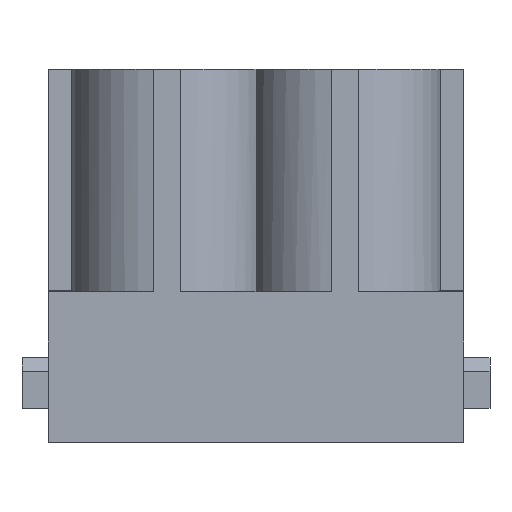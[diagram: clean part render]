
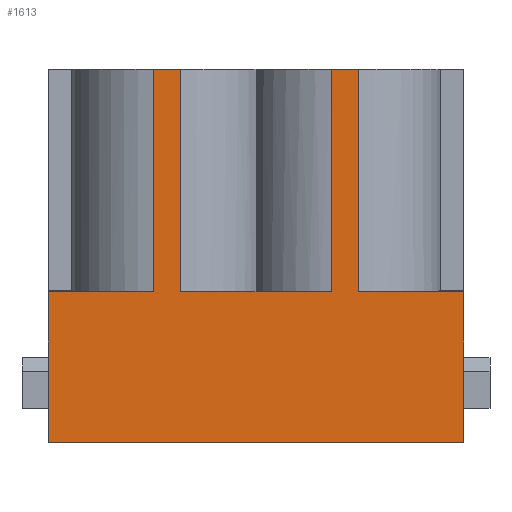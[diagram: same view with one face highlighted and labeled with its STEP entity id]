
A CAD part, left-side view. The second image highlights one B-rep face of the part: STEP entity #1613.
In plain terms, the highlighted planar face has unit normal (-1, 0, 0).
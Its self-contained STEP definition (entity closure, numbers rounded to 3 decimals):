
#105=PLANE('',#1724);
#190=VERTEX_POINT('',#1856);
#191=VERTEX_POINT('',#1858);
#217=VERTEX_POINT('',#1931);
#218=VERTEX_POINT('',#1932);
#235=VERTEX_POINT('',#1991);
#237=VERTEX_POINT('',#1994);
#242=VERTEX_POINT('',#2007);
#243=VERTEX_POINT('',#2009);
#283=VERTEX_POINT('',#2197);
#286=VERTEX_POINT('',#2206);
#297=VERTEX_POINT('',#2252);
#301=VERTEX_POINT('',#2274);
#342=VECTOR('',#2363,1.);
#375=VECTOR('',#2415,1.);
#397=VECTOR('',#2448,1.);
#404=VECTOR('',#2457,1.);
#432=VECTOR('',#2511,1.);
#454=VECTOR('',#2557,1.);
#457=VECTOR('',#2565,1.);
#472=VECTOR('',#2593,1.);
#473=VECTOR('',#2595,1.);
#481=VECTOR('',#2608,1.);
#483=VECTOR('',#2612,1.);
#484=VECTOR('',#2618,1.);
#528=LINE('',#1857,#342);
#561=LINE('',#1930,#375);
#583=LINE('',#1993,#397);
#590=LINE('',#2008,#404);
#618=LINE('',#2144,#432);
#640=LINE('',#2196,#454);
#643=LINE('',#2205,#457);
#658=LINE('',#2254,#472);
#659=LINE('',#2256,#473);
#667=LINE('',#2271,#481);
#669=LINE('',#2275,#483);
#670=LINE('',#2279,#484);
#721=EDGE_CURVE('',#190,#191,#528,.T.);
#759=EDGE_CURVE('',#217,#218,#561,.T.);
#784=EDGE_CURVE('',#237,#235,#583,.T.);
#791=EDGE_CURVE('',#243,#242,#590,.T.);
#829=EDGE_CURVE('',#190,#218,#618,.T.);
#859=EDGE_CURVE('',#191,#283,#640,.T.);
#864=EDGE_CURVE('',#286,#237,#643,.T.);
#883=EDGE_CURVE('',#297,#283,#658,.T.);
#884=EDGE_CURVE('',#243,#217,#659,.T.);
#893=EDGE_CURVE('',#297,#235,#667,.T.);
#896=EDGE_CURVE('',#242,#301,#669,.T.);
#901=EDGE_CURVE('',#301,#286,#670,.T.);
#1277=ORIENTED_EDGE('',*,*,#896,.T.);
#1278=ORIENTED_EDGE('',*,*,#901,.T.);
#1279=ORIENTED_EDGE('',*,*,#864,.T.);
#1280=ORIENTED_EDGE('',*,*,#784,.T.);
#1281=ORIENTED_EDGE('',*,*,#893,.F.);
#1282=ORIENTED_EDGE('',*,*,#883,.T.);
#1283=ORIENTED_EDGE('',*,*,#859,.F.);
#1284=ORIENTED_EDGE('',*,*,#721,.F.);
#1285=ORIENTED_EDGE('',*,*,#829,.T.);
#1286=ORIENTED_EDGE('',*,*,#759,.F.);
#1287=ORIENTED_EDGE('',*,*,#884,.F.);
#1288=ORIENTED_EDGE('',*,*,#791,.T.);
#1444=EDGE_LOOP('',(#1277,#1278,#1279,#1280,#1281,#1282,#1283,#1284,#1285,
#1286,#1287,#1288));
#1532=FACE_BOUND('',#1444,.T.);
#1613=ADVANCED_FACE('',(#1532),#105,.T.);
#1724=AXIS2_PLACEMENT_3D('',#2278,#2617,$);
#1856=CARTESIAN_POINT('',(0.,32.2,0.));
#1857=CARTESIAN_POINT('',(0.,32.2,0.));
#1858=CARTESIAN_POINT('',(0.,32.2,11.));
#1930=CARTESIAN_POINT('',(0.,1.9,11.));
#1931=CARTESIAN_POINT('',(0.,1.9,11.));
#1932=CARTESIAN_POINT('',(0.,1.9,0.));
#1991=CARTESIAN_POINT('',(0.,22.55,27.2));
#1993=CARTESIAN_POINT('',(0.,22.55,11.));
#1994=CARTESIAN_POINT('',(0.,22.55,11.));
#2007=CARTESIAN_POINT('',(0.,9.55,27.2));
#2008=CARTESIAN_POINT('',(0.,9.55,11.));
#2009=CARTESIAN_POINT('',(0.,9.55,11.));
#2144=CARTESIAN_POINT('',(0.,32.2,0.));
#2196=CARTESIAN_POINT('',(0.,32.2,11.));
#2197=CARTESIAN_POINT('',(0.,24.55,11.));
#2205=CARTESIAN_POINT('',(0.,11.55,11.));
#2206=CARTESIAN_POINT('',(0.,11.55,11.));
#2252=CARTESIAN_POINT('',(0.,24.55,27.2));
#2254=CARTESIAN_POINT('',(0.,24.55,27.2));
#2256=CARTESIAN_POINT('',(0.,9.55,11.));
#2271=CARTESIAN_POINT('',(0.,24.55,27.2));
#2274=CARTESIAN_POINT('',(0.,11.55,27.2));
#2275=CARTESIAN_POINT('',(0.,9.55,27.2));
#2278=CARTESIAN_POINT('',(0.,17.05,13.6));
#2279=CARTESIAN_POINT('',(0.,11.55,27.2));
#2363=DIRECTION('',(0.,0.,1.));
#2415=DIRECTION('',(0.,0.,-1.));
#2448=DIRECTION('',(0.,0.,1.));
#2457=DIRECTION('',(0.,0.,1.));
#2511=DIRECTION('',(0.,-1.,0.));
#2557=DIRECTION('',(0.,-1.,0.));
#2565=DIRECTION('',(0.,1.,0.));
#2593=DIRECTION('',(0.,0.,-1.));
#2595=DIRECTION('',(0.,-1.,0.));
#2608=DIRECTION('',(0.,-1.,0.));
#2612=DIRECTION('',(0.,1.,0.));
#2617=DIRECTION('',(-1.,0.,0.));
#2618=DIRECTION('',(0.,0.,-1.));
